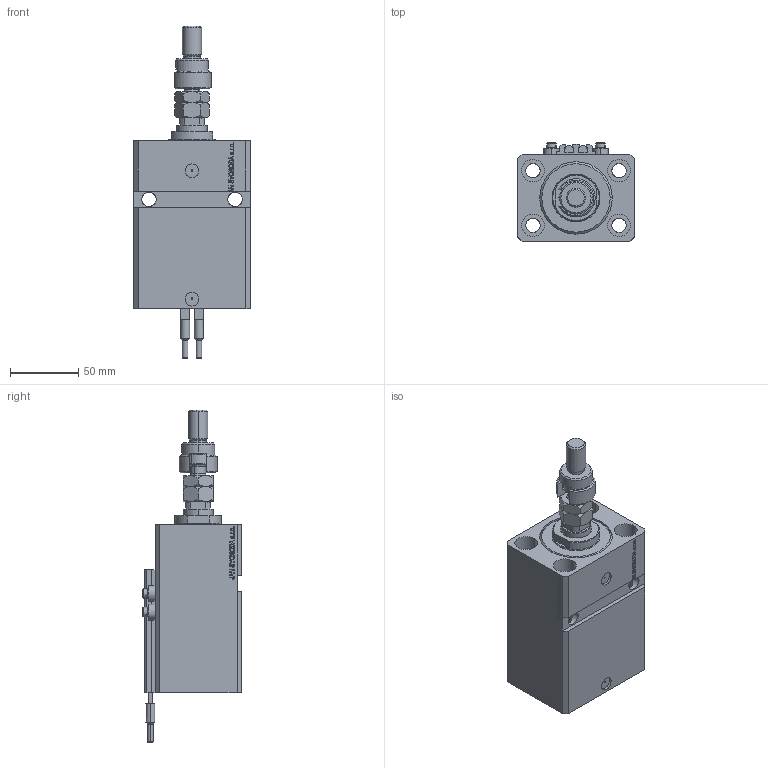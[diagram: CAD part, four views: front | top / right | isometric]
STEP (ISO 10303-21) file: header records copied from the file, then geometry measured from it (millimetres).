
FILE_DESCRIPTION (( 'STEP AP203' ), '1' );
FILE_NAME ('4473.STEP', '2022-04-09T13:49:41', ( '' ), ( '' ), 'SwSTEP 2.0', 'SolidWorks 2019', '' );
FILE_SCHEMA (( 'CONFIG_CONTROL_DESIGN' ));
Length unit declared in the file: millimetre
Products named in the file (9): ALLEN BOLT V250CE 993c9e4e6cd25266052e33d0fab17620; V250CE_VC_E 993c9e4e6cd25266052e33d0fab17620; FEMALE_PART_FOR_DFA 993c9e4e6cd25266052e33d0fab17620; V250CE_C_VCP 993c9e4e6cd25266052e33d0fab17620; DFA 993c9e4e6cd25266052e33d0fab17620; SWITCH_V250CE 993c9e4e6cd25266052e33d0fab17620; V250CE_E_Body 993c9e4e6cd25266052e33d0fab17620; MFA 993c9e4e6cd25266052e33d0fab17620; 4473
Assembly tree (12 placements, depth 3):
  4473
    V250CE_E_Body 993c9e4e6cd25266052e33d0fab17620
    ALLEN BOLT V250CE 993c9e4e6cd25266052e33d0fab17620  x4
    V250CE_C_VCP 993c9e4e6cd25266052e33d0fab17620
    V250CE_VC_E 993c9e4e6cd25266052e33d0fab17620
    DFA 993c9e4e6cd25266052e33d0fab17620
      FEMALE_PART_FOR_DFA 993c9e4e6cd25266052e33d0fab17620
      MFA 993c9e4e6cd25266052e33d0fab17620
    SWITCH_V250CE 993c9e4e6cd25266052e33d0fab17620  x2
Bounding box: 85 x 72 x 242.9 mm (x, y, z)
Volume: 589927.6 mm3; surface area: 130156.2 mm2
Topology: 12 solids, 12 shells, 1224 faces, 3019 edges, 1937 vertices
Faces by surface type: plane 595, bspline 356, cylinder 151, cone 100, torus 22
Entity records: 51247 total; most frequent: CARTESIAN_POINT 25731, ORIENTED_EDGE 5620, DIRECTION 3882, EDGE_CURVE 2810, VERTEX_POINT 1823, LINE 1670, VECTOR 1670, EDGE_LOOP 1259
